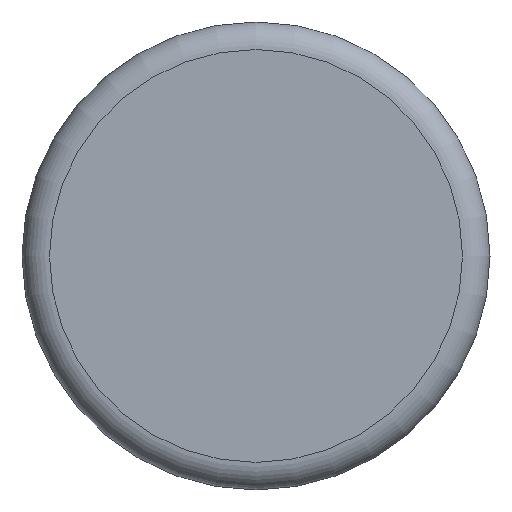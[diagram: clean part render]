
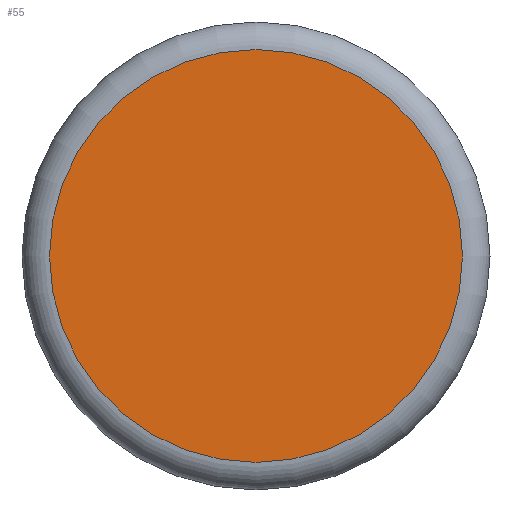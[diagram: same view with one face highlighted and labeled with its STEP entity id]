
A CAD part, top view. The second image highlights one B-rep face of the part: STEP entity #55.
In plain terms, the highlighted planar face has unit normal (0, 0, 1).
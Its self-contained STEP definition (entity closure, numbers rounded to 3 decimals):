
#55 = ADVANCED_FACE( '', ( #117 ), #118, .F. );
#117 = FACE_OUTER_BOUND( '', #183, .T. );
#118 = PLANE( '', #184 );
#183 = EDGE_LOOP( '', ( #259 ) );
#184 = AXIS2_PLACEMENT_3D( '', #260, #261, #262 );
#259 = ORIENTED_EDGE( '', *, *, #317, .T. );
#260 = CARTESIAN_POINT( '', ( 8.5, 0., 40. ) );
#261 = DIRECTION( '', ( 0., 0., -1. ) );
#262 = DIRECTION( '', ( -1., 0., 0. ) );
#317 = EDGE_CURVE( '', #356, #356, #357, .F. );
#356 = VERTEX_POINT( '', #399 );
#357 = CIRCLE( '', #400, 7.493 );
#399 = CARTESIAN_POINT( '', ( -7.493, 0., 40. ) );
#400 = AXIS2_PLACEMENT_3D( '', #444, #445, #446 );
#444 = CARTESIAN_POINT( '', ( 0., 0., 40. ) );
#445 = DIRECTION( '', ( 0., 0., -1. ) );
#446 = DIRECTION( '', ( -1., 0., 0. ) );
